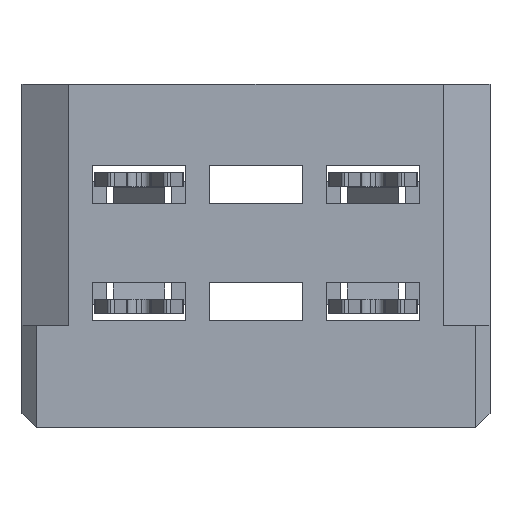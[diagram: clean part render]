
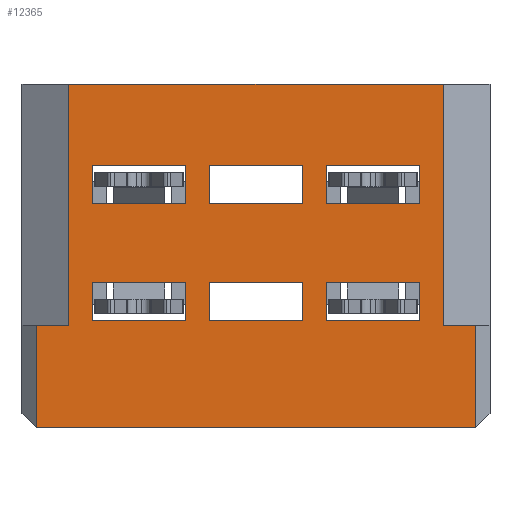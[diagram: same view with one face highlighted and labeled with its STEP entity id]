
A CAD part, front view. The second image highlights one B-rep face of the part: STEP entity #12365.
In plain terms, the highlighted face is planar.
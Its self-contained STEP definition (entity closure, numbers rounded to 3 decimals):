
#797=ORIENTED_EDGE('',*,*,#3473,.T.);
#798=ORIENTED_EDGE('',*,*,#3437,.T.);
#799=ORIENTED_EDGE('',*,*,#3474,.F.);
#800=ORIENTED_EDGE('',*,*,#3475,.T.);
#801=ORIENTED_EDGE('',*,*,#3476,.T.);
#802=ORIENTED_EDGE('',*,*,#3477,.F.);
#803=ORIENTED_EDGE('',*,*,#3478,.T.);
#804=ORIENTED_EDGE('',*,*,#3430,.T.);
#805=ORIENTED_EDGE('',*,*,#3479,.F.);
#806=ORIENTED_EDGE('',*,*,#3480,.F.);
#807=ORIENTED_EDGE('',*,*,#3481,.F.);
#808=ORIENTED_EDGE('',*,*,#3482,.F.);
#809=ORIENTED_EDGE('',*,*,#3483,.F.);
#810=ORIENTED_EDGE('',*,*,#3484,.F.);
#811=ORIENTED_EDGE('',*,*,#3485,.F.);
#812=ORIENTED_EDGE('',*,*,#3486,.F.);
#813=ORIENTED_EDGE('',*,*,#3487,.F.);
#814=ORIENTED_EDGE('',*,*,#3488,.T.);
#815=ORIENTED_EDGE('',*,*,#3489,.F.);
#816=ORIENTED_EDGE('',*,*,#3490,.F.);
#817=ORIENTED_EDGE('',*,*,#3491,.F.);
#818=ORIENTED_EDGE('',*,*,#3492,.F.);
#819=ORIENTED_EDGE('',*,*,#3493,.F.);
#820=ORIENTED_EDGE('',*,*,#3494,.T.);
#821=ORIENTED_EDGE('',*,*,#3495,.F.);
#822=ORIENTED_EDGE('',*,*,#3496,.T.);
#823=ORIENTED_EDGE('',*,*,#3497,.F.);
#824=ORIENTED_EDGE('',*,*,#3498,.F.);
#825=ORIENTED_EDGE('',*,*,#3499,.F.);
#826=ORIENTED_EDGE('',*,*,#3500,.F.);
#827=ORIENTED_EDGE('',*,*,#3501,.F.);
#828=ORIENTED_EDGE('',*,*,#3502,.T.);
#3430=EDGE_CURVE('',#4759,#4761,#5685,.T.);
#3437=EDGE_CURVE('',#4764,#4767,#5692,.T.);
#3473=EDGE_CURVE('',#4761,#4764,#5725,.T.);
#3474=EDGE_CURVE('',#4793,#4767,#5726,.T.);
#3475=EDGE_CURVE('',#4793,#4794,#5727,.T.);
#3476=EDGE_CURVE('',#4794,#4795,#5728,.T.);
#3477=EDGE_CURVE('',#4796,#4795,#5729,.T.);
#3478=EDGE_CURVE('',#4796,#4759,#5730,.T.);
#3479=EDGE_CURVE('',#4797,#4798,#5731,.T.);
#3480=EDGE_CURVE('',#4799,#4797,#5732,.T.);
#3481=EDGE_CURVE('',#4800,#4799,#5733,.T.);
#3482=EDGE_CURVE('',#4798,#4800,#5734,.T.);
#3483=EDGE_CURVE('',#4801,#4802,#5735,.T.);
#3484=EDGE_CURVE('',#4803,#4801,#5736,.T.);
#3485=EDGE_CURVE('',#4804,#4803,#5737,.T.);
#3486=EDGE_CURVE('',#4802,#4804,#5738,.T.);
#3487=EDGE_CURVE('',#4805,#4806,#5739,.T.);
#3488=EDGE_CURVE('',#4805,#4807,#5740,.T.);
#3489=EDGE_CURVE('',#4808,#4807,#5741,.T.);
#3490=EDGE_CURVE('',#4806,#4808,#5742,.T.);
#3491=EDGE_CURVE('',#4809,#4810,#5743,.T.);
#3492=EDGE_CURVE('',#4811,#4809,#5744,.T.);
#3493=EDGE_CURVE('',#4812,#4811,#5745,.T.);
#3494=EDGE_CURVE('',#4812,#4810,#5746,.T.);
#3495=EDGE_CURVE('',#4813,#4814,#5747,.T.);
#3496=EDGE_CURVE('',#4813,#4815,#5748,.T.);
#3497=EDGE_CURVE('',#4816,#4815,#5749,.T.);
#3498=EDGE_CURVE('',#4814,#4816,#5750,.T.);
#3499=EDGE_CURVE('',#4817,#4818,#5751,.T.);
#3500=EDGE_CURVE('',#4819,#4817,#5752,.T.);
#3501=EDGE_CURVE('',#4820,#4819,#5753,.T.);
#3502=EDGE_CURVE('',#4820,#4818,#5754,.T.);
#4759=VERTEX_POINT('',#16626);
#4761=VERTEX_POINT('',#16630);
#4764=VERTEX_POINT('',#16640);
#4767=VERTEX_POINT('',#16645);
#4793=VERTEX_POINT('',#16717);
#4794=VERTEX_POINT('',#16719);
#4795=VERTEX_POINT('',#16721);
#4796=VERTEX_POINT('',#16723);
#4797=VERTEX_POINT('',#16726);
#4798=VERTEX_POINT('',#16727);
#4799=VERTEX_POINT('',#16729);
#4800=VERTEX_POINT('',#16731);
#4801=VERTEX_POINT('',#16734);
#4802=VERTEX_POINT('',#16735);
#4803=VERTEX_POINT('',#16737);
#4804=VERTEX_POINT('',#16739);
#4805=VERTEX_POINT('',#16742);
#4806=VERTEX_POINT('',#16743);
#4807=VERTEX_POINT('',#16745);
#4808=VERTEX_POINT('',#16747);
#4809=VERTEX_POINT('',#16750);
#4810=VERTEX_POINT('',#16751);
#4811=VERTEX_POINT('',#16753);
#4812=VERTEX_POINT('',#16755);
#4813=VERTEX_POINT('',#16758);
#4814=VERTEX_POINT('',#16759);
#4815=VERTEX_POINT('',#16761);
#4816=VERTEX_POINT('',#16763);
#4817=VERTEX_POINT('',#16766);
#4818=VERTEX_POINT('',#16767);
#4819=VERTEX_POINT('',#16769);
#4820=VERTEX_POINT('',#16771);
#5685=LINE('',#16631,#6776);
#5692=LINE('',#16646,#6783);
#5725=LINE('',#16715,#6816);
#5726=LINE('',#16716,#6817);
#5727=LINE('',#16718,#6818);
#5728=LINE('',#16720,#6819);
#5729=LINE('',#16722,#6820);
#5730=LINE('',#16724,#6821);
#5731=LINE('',#16725,#6822);
#5732=LINE('',#16728,#6823);
#5733=LINE('',#16730,#6824);
#5734=LINE('',#16732,#6825);
#5735=LINE('',#16733,#6826);
#5736=LINE('',#16736,#6827);
#5737=LINE('',#16738,#6828);
#5738=LINE('',#16740,#6829);
#5739=LINE('',#16741,#6830);
#5740=LINE('',#16744,#6831);
#5741=LINE('',#16746,#6832);
#5742=LINE('',#16748,#6833);
#5743=LINE('',#16749,#6834);
#5744=LINE('',#16752,#6835);
#5745=LINE('',#16754,#6836);
#5746=LINE('',#16756,#6837);
#5747=LINE('',#16757,#6838);
#5748=LINE('',#16760,#6839);
#5749=LINE('',#16762,#6840);
#5750=LINE('',#16764,#6841);
#5751=LINE('',#16765,#6842);
#5752=LINE('',#16768,#6843);
#5753=LINE('',#16770,#6844);
#5754=LINE('',#16772,#6845);
#6776=VECTOR('',#13918,1000.);
#6783=VECTOR('',#13929,1000.);
#6816=VECTOR('',#13984,1000.);
#6817=VECTOR('',#13985,1000.);
#6818=VECTOR('',#13986,1000.);
#6819=VECTOR('',#13987,1000.);
#6820=VECTOR('',#13988,1000.);
#6821=VECTOR('',#13989,1000.);
#6822=VECTOR('',#13990,1000.);
#6823=VECTOR('',#13991,1000.);
#6824=VECTOR('',#13992,1000.);
#6825=VECTOR('',#13993,1000.);
#6826=VECTOR('',#13994,1000.);
#6827=VECTOR('',#13995,1000.);
#6828=VECTOR('',#13996,1000.);
#6829=VECTOR('',#13997,1000.);
#6830=VECTOR('',#13998,1000.);
#6831=VECTOR('',#13999,1000.);
#6832=VECTOR('',#14000,1000.);
#6833=VECTOR('',#14001,1000.);
#6834=VECTOR('',#14002,1000.);
#6835=VECTOR('',#14003,1000.);
#6836=VECTOR('',#14004,1000.);
#6837=VECTOR('',#14005,1000.);
#6838=VECTOR('',#14006,1000.);
#6839=VECTOR('',#14007,1000.);
#6840=VECTOR('',#14008,1000.);
#6841=VECTOR('',#14009,1000.);
#6842=VECTOR('',#14010,1000.);
#6843=VECTOR('',#14011,1000.);
#6844=VECTOR('',#14012,1000.);
#6845=VECTOR('',#14013,1000.);
#7725=EDGE_LOOP('',(#797,#798,#799,#800,#801,#802,#803,#804));
#7726=EDGE_LOOP('',(#805,#806,#807,#808));
#7727=EDGE_LOOP('',(#809,#810,#811,#812));
#7728=EDGE_LOOP('',(#813,#814,#815,#816));
#7729=EDGE_LOOP('',(#817,#818,#819,#820));
#7730=EDGE_LOOP('',(#821,#822,#823,#824));
#7731=EDGE_LOOP('',(#825,#826,#827,#828));
#8240=FACE_BOUND('',#7725,.T.);
#8241=FACE_BOUND('',#7726,.T.);
#8242=FACE_BOUND('',#7727,.T.);
#8243=FACE_BOUND('',#7728,.T.);
#8244=FACE_BOUND('',#7729,.T.);
#8245=FACE_BOUND('',#7730,.T.);
#8246=FACE_BOUND('',#7731,.T.);
#8743=PLANE('',#12870);
#12365=ADVANCED_FACE('',(#8240,#8241,#8242,#8243,#8244,#8245,#8246),#8743,
 .T.);
#12870=AXIS2_PLACEMENT_3D('',#16714,#13982,#13983);
#13918=DIRECTION('',(0.,0.,-1.));
#13929=DIRECTION('',(0.,0.,1.));
#13982=DIRECTION('',(0.,1.,0.));
#13983=DIRECTION('',(0.,0.,1.));
#13984=DIRECTION('',(-1.,0.,0.));
#13985=DIRECTION('',(-1.,0.,0.));
#13986=DIRECTION('',(0.,0.,1.));
#13987=DIRECTION('',(1.,0.,0.));
#13988=DIRECTION('',(0.,0.,1.));
#13989=DIRECTION('',(1.,0.,0.));
#13990=DIRECTION('',(1.,0.,0.));
#13991=DIRECTION('',(0.,0.,1.));
#13992=DIRECTION('',(-1.,0.,0.));
#13993=DIRECTION('',(0.,0.,-1.));
#13994=DIRECTION('',(0.,0.,1.));
#13995=DIRECTION('',(-1.,0.,0.));
#13996=DIRECTION('',(0.,0.,-1.));
#13997=DIRECTION('',(1.,0.,0.));
#13998=DIRECTION('',(1.,0.,0.));
#13999=DIRECTION('',(0.,0.,-1.));
#14000=DIRECTION('',(-1.,0.,0.));
#14001=DIRECTION('',(0.,0.,-1.));
#14002=DIRECTION('',(-1.,0.,0.));
#14003=DIRECTION('',(0.,0.,-1.));
#14004=DIRECTION('',(1.,0.,0.));
#14005=DIRECTION('',(0.,0.,-1.));
#14006=DIRECTION('',(1.,0.,0.));
#14007=DIRECTION('',(0.,0.,-1.));
#14008=DIRECTION('',(-1.,0.,0.));
#14009=DIRECTION('',(0.,0.,-1.));
#14010=DIRECTION('',(-1.,0.,0.));
#14011=DIRECTION('',(0.,0.,-1.));
#14012=DIRECTION('',(1.,0.,0.));
#14013=DIRECTION('',(0.,0.,-1.));
#16626=CARTESIAN_POINT('',(4.7,11.,-1.475));
#16630=CARTESIAN_POINT('',(4.7,11.,-3.675));
#16631=CARTESIAN_POINT('',(4.7,11.,-3.675));
#16640=CARTESIAN_POINT('',(-4.7,11.,-3.675));
#16645=CARTESIAN_POINT('',(-4.7,11.,-1.475));
#16646=CARTESIAN_POINT('',(-4.7,11.,-1.475));
#16714=CARTESIAN_POINT('',(0.,11.,0.));
#16715=CARTESIAN_POINT('',(5.,11.,-3.675));
#16716=CARTESIAN_POINT('',(-4.,11.,-1.475));
#16717=CARTESIAN_POINT('',(-4.,11.,-1.475));
#16718=CARTESIAN_POINT('',(-4.,11.,-1.475));
#16719=CARTESIAN_POINT('',(-4.,11.,3.675));
#16720=CARTESIAN_POINT('',(-5.,11.,3.675));
#16721=CARTESIAN_POINT('',(4.,11.,3.675));
#16722=CARTESIAN_POINT('',(4.,11.,-1.475));
#16723=CARTESIAN_POINT('',(4.,11.,-1.475));
#16724=CARTESIAN_POINT('',(4.,11.,-1.475));
#16725=CARTESIAN_POINT('',(-3.5,11.,-0.575));
#16726=CARTESIAN_POINT('',(-3.5,11.,-0.575));
#16727=CARTESIAN_POINT('',(-1.5,11.,-0.575));
#16728=CARTESIAN_POINT('',(-3.5,11.,-1.375));
#16729=CARTESIAN_POINT('',(-3.5,11.,-1.375));
#16730=CARTESIAN_POINT('',(-1.5,11.,-1.375));
#16731=CARTESIAN_POINT('',(-1.5,11.,-1.375));
#16732=CARTESIAN_POINT('',(-1.5,11.,-0.575));
#16733=CARTESIAN_POINT('',(-3.5,11.,1.125));
#16734=CARTESIAN_POINT('',(-3.5,11.,1.125));
#16735=CARTESIAN_POINT('',(-3.5,11.,1.925));
#16736=CARTESIAN_POINT('',(-1.5,11.,1.125));
#16737=CARTESIAN_POINT('',(-1.5,11.,1.125));
#16738=CARTESIAN_POINT('',(-1.5,11.,1.925));
#16739=CARTESIAN_POINT('',(-1.5,11.,1.925));
#16740=CARTESIAN_POINT('',(-3.5,11.,1.925));
#16741=CARTESIAN_POINT('',(0.,11.,-0.575));
#16742=CARTESIAN_POINT('',(-1.,11.,-0.575));
#16743=CARTESIAN_POINT('',(1.,11.,-0.575));
#16744=CARTESIAN_POINT('',(-1.,11.,0.));
#16745=CARTESIAN_POINT('',(-1.,11.,-1.375));
#16746=CARTESIAN_POINT('',(0.,11.,-1.375));
#16747=CARTESIAN_POINT('',(1.,11.,-1.375));
#16748=CARTESIAN_POINT('',(1.,11.,0.));
#16749=CARTESIAN_POINT('',(0.,11.,1.125));
#16750=CARTESIAN_POINT('',(1.,11.,1.125));
#16751=CARTESIAN_POINT('',(-1.,11.,1.125));
#16752=CARTESIAN_POINT('',(1.,11.,0.));
#16753=CARTESIAN_POINT('',(1.,11.,1.925));
#16754=CARTESIAN_POINT('',(0.,11.,1.925));
#16755=CARTESIAN_POINT('',(-1.,11.,1.925));
#16756=CARTESIAN_POINT('',(-1.,11.,0.));
#16757=CARTESIAN_POINT('',(0.,11.,-0.575));
#16758=CARTESIAN_POINT('',(1.5,11.,-0.575));
#16759=CARTESIAN_POINT('',(3.5,11.,-0.575));
#16760=CARTESIAN_POINT('',(1.5,11.,0.));
#16761=CARTESIAN_POINT('',(1.5,11.,-1.375));
#16762=CARTESIAN_POINT('',(0.,11.,-1.375));
#16763=CARTESIAN_POINT('',(3.5,11.,-1.375));
#16764=CARTESIAN_POINT('',(3.5,11.,0.));
#16765=CARTESIAN_POINT('',(0.,11.,1.125));
#16766=CARTESIAN_POINT('',(3.5,11.,1.125));
#16767=CARTESIAN_POINT('',(1.5,11.,1.125));
#16768=CARTESIAN_POINT('',(3.5,11.,0.));
#16769=CARTESIAN_POINT('',(3.5,11.,1.925));
#16770=CARTESIAN_POINT('',(0.,11.,1.925));
#16771=CARTESIAN_POINT('',(1.5,11.,1.925));
#16772=CARTESIAN_POINT('',(1.5,11.,0.));
